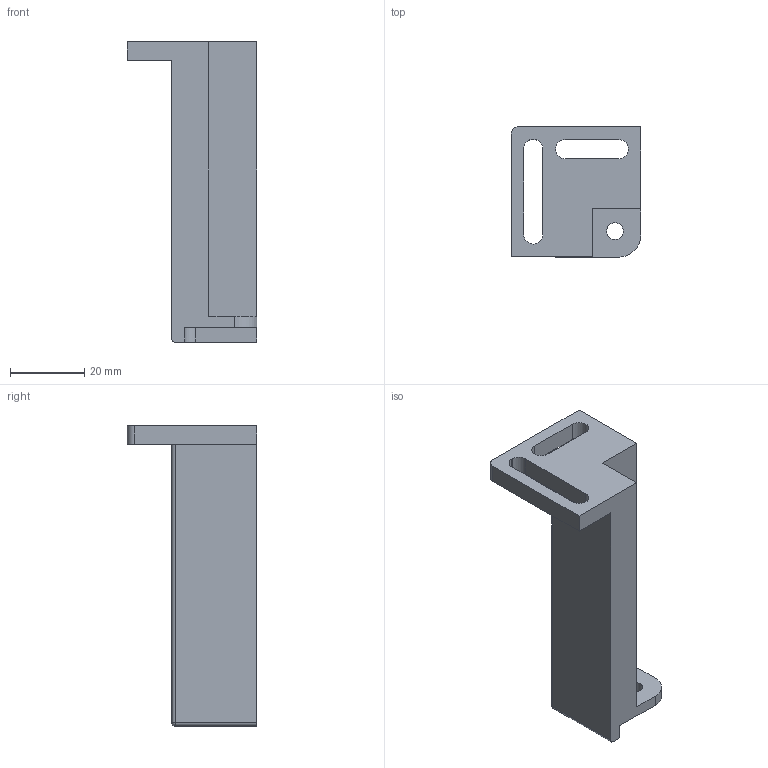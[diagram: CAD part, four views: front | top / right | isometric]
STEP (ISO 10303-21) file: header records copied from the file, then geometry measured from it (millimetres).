
FILE_DESCRIPTION(/* description */ (''),/* implementation_level */ '2;1');
FILE_NAME(/* name */ 'stands.step',/* time_stamp */ '2023-09-17T20:39:33+02:00',/* author */ (''),/* organization */ (''),/* preprocessor_version */ 'ST-DEVELOPER v20',/* originating_system */ 'Autodesk Translation Framework v12.9.0.99',/* authorisation */ '');
FILE_SCHEMA (('AUTOMOTIVE_DESIGN { 1 0 10303 214 3 1 1 }'));
Length unit declared in the file: millimetre
Products named in the file (1): stands
Bounding box: 35 x 35 x 81 mm (x, y, z)
Volume: 31022.6 mm3; surface area: 10129 mm2
Topology: 1 solids, 1 shells, 33 faces, 99 edges, 67 vertices
Faces by surface type: plane 20, cylinder 12, sphere 1
Full cylindrical faces by diameter (mm): 4.5 x1
Entity records: 1163 total; most frequent: CARTESIAN_POINT 199, ORIENTED_EDGE 196, DIRECTION 192, EDGE_CURVE 98, LINE 72, VECTOR 72, VERTEX_POINT 67, AXIS2_PLACEMENT_3D 60
